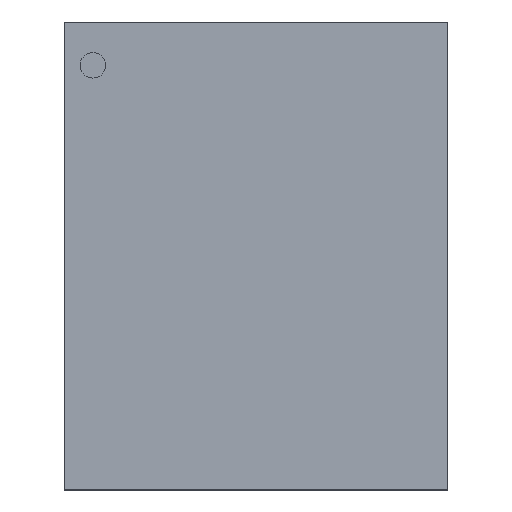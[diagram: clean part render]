
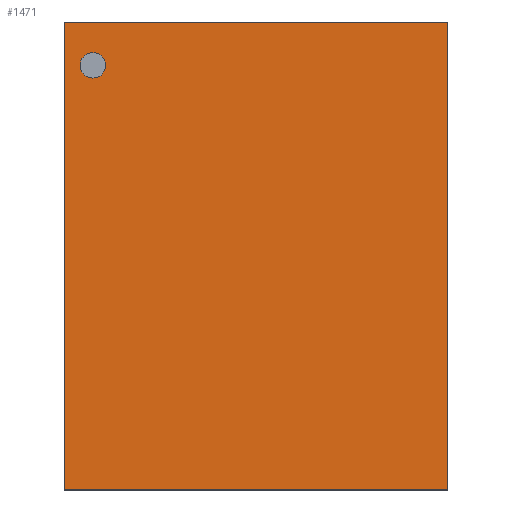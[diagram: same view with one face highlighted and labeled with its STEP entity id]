
A CAD part, top view. The second image highlights one B-rep face of the part: STEP entity #1471.
In plain terms, the highlighted planar face has unit normal (0, 0, 1).
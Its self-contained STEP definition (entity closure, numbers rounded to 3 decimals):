
#17=FACE_BOUND('',#296,.T.);
#73=CIRCLE('',#1619,0.3);
#74=CIRCLE('',#1625,0.3);
#208=FACE_OUTER_BOUND('',#295,.T.);
#295=EDGE_LOOP('',(#1308,#1309,#1310,#1311));
#296=EDGE_LOOP('',(#1312,#1313));
#434=LINE('',#2471,#576);
#438=LINE('',#2478,#580);
#441=LINE('',#2484,#583);
#443=LINE('',#2487,#585);
#576=VECTOR('',#2034,1000.);
#580=VECTOR('',#2040,1000.);
#583=VECTOR('',#2045,1000.);
#585=VECTOR('',#2049,1000.);
#710=VERTEX_POINT('',#2459);
#711=VERTEX_POINT('',#2461);
#714=VERTEX_POINT('',#2468);
#715=VERTEX_POINT('',#2470);
#717=VERTEX_POINT('',#2476);
#719=VERTEX_POINT('',#2482);
#906=EDGE_CURVE('',#710,#711,#73,.T.);
#910=EDGE_CURVE('',#715,#714,#434,.T.);
#914=EDGE_CURVE('',#714,#717,#438,.T.);
#917=EDGE_CURVE('',#717,#719,#441,.T.);
#919=EDGE_CURVE('',#719,#715,#443,.T.);
#920=EDGE_CURVE('',#711,#710,#74,.T.);
#1308=ORIENTED_EDGE('',*,*,#910,.T.);
#1309=ORIENTED_EDGE('',*,*,#914,.T.);
#1310=ORIENTED_EDGE('',*,*,#917,.T.);
#1311=ORIENTED_EDGE('',*,*,#919,.T.);
#1312=ORIENTED_EDGE('',*,*,#920,.F.);
#1313=ORIENTED_EDGE('',*,*,#906,.F.);
#1387=PLANE('',#1624);
#1471=ADVANCED_FACE('',(#208,#17),#1387,.T.);
#1619=AXIS2_PLACEMENT_3D('',#2462,#2027,#2028);
#1624=AXIS2_PLACEMENT_3D('',#2488,#2050,#2051);
#1625=AXIS2_PLACEMENT_3D('',#2489,#2052,#2053);
#2027=DIRECTION('center_axis',(0.,0.,1.));
#2028=DIRECTION('ref_axis',(0.,-1.,0.));
#2034=DIRECTION('',(0.,-1.,0.));
#2040=DIRECTION('',(1.,0.,0.));
#2045=DIRECTION('',(0.,1.,0.));
#2049=DIRECTION('',(-1.,0.,0.));
#2050=DIRECTION('center_axis',(0.,0.,1.));
#2051=DIRECTION('ref_axis',(0.,-1.,0.));
#2052=DIRECTION('center_axis',(0.,0.,1.));
#2053=DIRECTION('ref_axis',(0.,-1.,0.));
#2459=CARTESIAN_POINT('',(-3.84,4.79,0.621));
#2461=CARTESIAN_POINT('',(-3.84,4.19,0.621));
#2462=CARTESIAN_POINT('Origin',(-3.84,4.49,0.621));
#2468=CARTESIAN_POINT('',(-4.51,-5.51,0.621));
#2470=CARTESIAN_POINT('',(-4.51,5.51,0.621));
#2471=CARTESIAN_POINT('',(-4.51,5.51,0.621));
#2476=CARTESIAN_POINT('',(4.51,-5.51,0.621));
#2478=CARTESIAN_POINT('',(-4.51,-5.51,0.621));
#2482=CARTESIAN_POINT('',(4.51,5.51,0.621));
#2484=CARTESIAN_POINT('',(4.51,-5.51,0.621));
#2487=CARTESIAN_POINT('',(4.51,5.51,0.621));
#2488=CARTESIAN_POINT('Origin',(0.,0.,0.621));
#2489=CARTESIAN_POINT('Origin',(-3.84,4.49,0.621));
